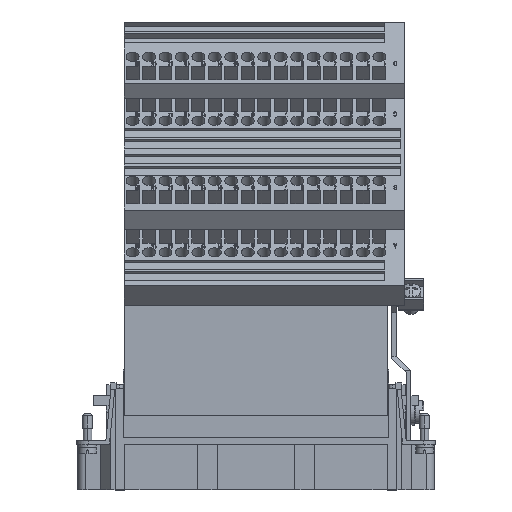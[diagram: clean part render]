
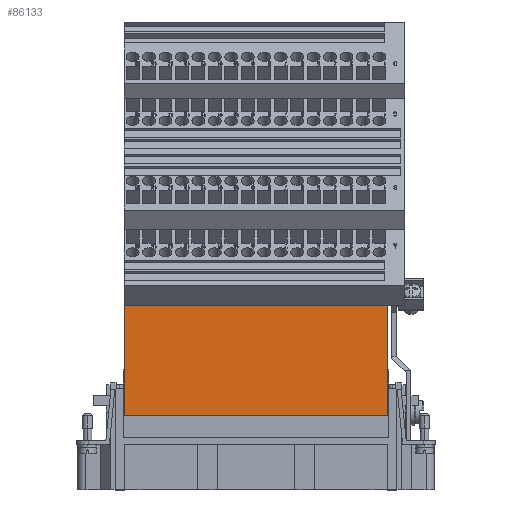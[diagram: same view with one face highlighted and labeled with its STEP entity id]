
A CAD part, top view. The second image highlights one B-rep face of the part: STEP entity #86133.
In plain terms, the highlighted planar face has unit normal (0, 0, 1).
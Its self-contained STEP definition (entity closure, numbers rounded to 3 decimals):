
#75968=CARTESIAN_POINT('',(-40.75,9.,15.5));
#75969=VERTEX_POINT('',#75968);
#75976=CARTESIAN_POINT('',(-40.75,43.0,15.5));
#75977=VERTEX_POINT('',#75976);
#75978=CARTESIAN_POINT('',(-40.75,43.0,15.5));
#75979=DIRECTION('',(0.0,-1.0,0.0));
#75980=VECTOR('',#75979,34.);
#75981=LINE('',#75978,#75980);
#75982=EDGE_CURVE('',#75977,#75969,#75981,.T.);
#85909=CARTESIAN_POINT('',(40.75,43.0,15.5));
#85910=VERTEX_POINT('',#85909);
#85911=CARTESIAN_POINT('',(-40.75,43.0,15.5));
#85912=DIRECTION('',(1.0,0.0,0.0));
#85913=VECTOR('',#85912,81.5);
#85914=LINE('',#85911,#85913);
#85915=EDGE_CURVE('',#75977,#85910,#85914,.T.);
#86093=CARTESIAN_POINT('',(40.75,9.,15.5));
#86094=VERTEX_POINT('',#86093);
#86101=CARTESIAN_POINT('',(-40.75,9.,15.5));
#86102=DIRECTION('',(1.0,0.0,0.0));
#86103=VECTOR('',#86102,81.5);
#86104=LINE('',#86101,#86103);
#86105=EDGE_CURVE('',#75969,#86094,#86104,.T.);
#86117=CARTESIAN_POINT('',(0.0,9.,15.5));
#86118=DIRECTION('',(0.0,0.0,1.0));
#86119=DIRECTION('',(1.0,0.0,0.0));
#86120=AXIS2_PLACEMENT_3D('',#86117,#86118,#86119);
#86121=PLANE('',#86120);
#86122=CARTESIAN_POINT('',(40.75,9.,15.5));
#86123=DIRECTION('',(0.0,1.0,0.0));
#86124=VECTOR('',#86123,34.);
#86125=LINE('',#86122,#86124);
#86126=EDGE_CURVE('',#86094,#85910,#86125,.T.);
#86127=ORIENTED_EDGE('',*,*,#86126,.T.);
#86128=ORIENTED_EDGE('',*,*,#85915,.F.);
#86129=ORIENTED_EDGE('',*,*,#75982,.T.);
#86130=ORIENTED_EDGE('',*,*,#86105,.T.);
#86131=EDGE_LOOP('',(#86127,#86128,#86129,#86130));
#86132=FACE_OUTER_BOUND('',#86131,.T.);
#86133=ADVANCED_FACE('',(#86132),#86121,.T.);
